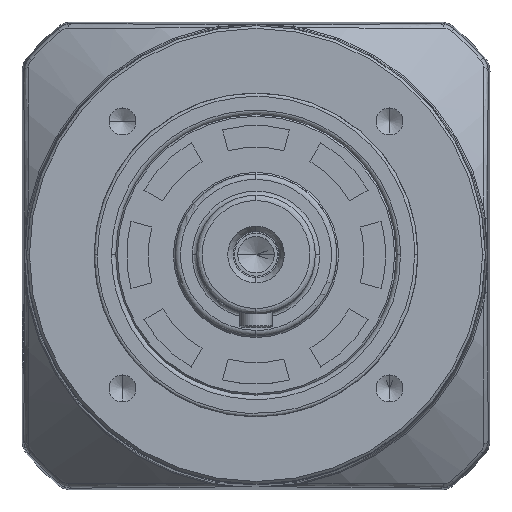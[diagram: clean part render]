
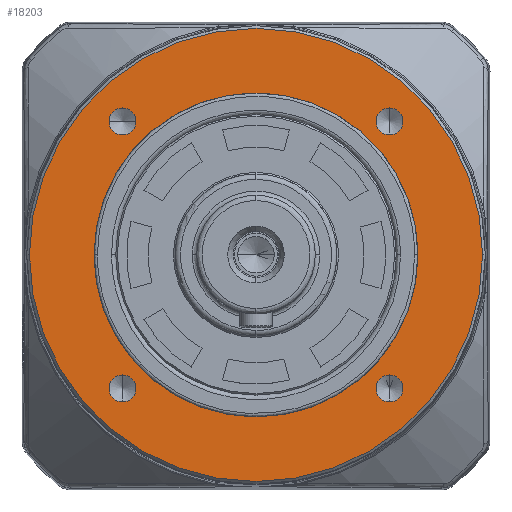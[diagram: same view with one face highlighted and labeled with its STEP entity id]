
A CAD part, top view. The second image highlights one B-rep face of the part: STEP entity #18203.
In plain terms, the highlighted planar face has unit normal (0, 0, 1).
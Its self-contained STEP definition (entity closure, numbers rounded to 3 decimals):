
#198 = AXIS2_PLACEMENT_3D ( 'NONE', #28287, #12396, #30895 ) ;
#704 = EDGE_CURVE ( 'NONE', #15513, #23814, #6275, .T. ) ;
#1847 = EDGE_LOOP ( 'NONE', ( #17253, #33301 ) ) ;
#1881 = EDGE_LOOP ( 'NONE', ( #23403, #12152 ) ) ;
#2759 = VERTEX_POINT ( 'NONE', #7977 ) ;
#3754 = AXIS2_PLACEMENT_3D ( 'NONE', #7495, #7417, #7369 ) ;
#3969 = EDGE_LOOP ( 'NONE', ( #30792, #9172 ) ) ;
#5314 = AXIS2_PLACEMENT_3D ( 'NONE', #26093, #26023, #25980 ) ;
#5579 = VERTEX_POINT ( 'NONE', #31886 ) ;
#5746 = VERTEX_POINT ( 'NONE', #29187 ) ;
#5836 = DIRECTION ( 'NONE',  ( -1., 0., 0. ) ) ;
#5842 = CARTESIAN_POINT ( 'NONE',  ( 30., 0., 41.5 ) ) ;
#5857 = DIRECTION ( 'NONE',  ( 1., 0., 0. ) ) ;
#5862 = DIRECTION ( 'NONE',  ( 0., 0., -1. ) ) ;
#5869 = CARTESIAN_POINT ( 'NONE',  ( 0., 0., 41.5 ) ) ;
#5894 = DIRECTION ( 'NONE',  ( 0., 0., -1. ) ) ;
#5902 = CARTESIAN_POINT ( 'NONE',  ( 0., 0., 41.5 ) ) ;
#6275 = CIRCLE ( 'NONE', #34562, 42. ) ;
#6768 = EDGE_CURVE ( 'NONE', #33870, #34049, #29915, .T. ) ;
#7057 = AXIS2_PLACEMENT_3D ( 'NONE', #9354, #9314, #9283 ) ;
#7078 = DIRECTION ( 'NONE',  ( 1., 0., 0. ) ) ;
#7079 = DIRECTION ( 'NONE',  ( 0., 0., -1. ) ) ;
#7106 = DIRECTION ( 'NONE',  ( 0., 0., -1. ) ) ;
#7158 = CARTESIAN_POINT ( 'NONE',  ( 24.749, -24.749, 41.5 ) ) ;
#7249 = EDGE_LOOP ( 'NONE', ( #18396, #28887 ) ) ;
#7369 = DIRECTION ( 'NONE',  ( 1., 0., 0. ) ) ;
#7417 = DIRECTION ( 'NONE',  ( 0., 0., -1. ) ) ;
#7495 = CARTESIAN_POINT ( 'NONE',  ( -24.749, -24.749, 41.5 ) ) ;
#7737 = CIRCLE ( 'NONE', #34124, 2.5 ) ;
#7977 = CARTESIAN_POINT ( 'NONE',  ( -22.249, -24.749, 41.5 ) ) ;
#8884 = EDGE_CURVE ( 'NONE', #23814, #15513, #12520, .T. ) ;
#9172 = ORIENTED_EDGE ( 'NONE', *, *, #16275, .T. ) ;
#9283 = DIRECTION ( 'NONE',  ( -1., 0., 0. ) ) ;
#9314 = DIRECTION ( 'NONE',  ( 0., 0., -1. ) ) ;
#9354 = CARTESIAN_POINT ( 'NONE',  ( 0., 0., 41.5 ) ) ;
#10069 = CIRCLE ( 'NONE', #20608, 2.5 ) ;
#10951 = DIRECTION ( 'NONE',  ( 1., 0., 0. ) ) ;
#10955 = DIRECTION ( 'NONE',  ( 0., 0., 1. ) ) ;
#10960 = CIRCLE ( 'NONE', #19992, 2.5 ) ;
#11189 = CARTESIAN_POINT ( 'NONE',  ( 0., 0., 41.5 ) ) ;
#11275 = PLANE ( 'NONE',  #12125 ) ;
#11328 = EDGE_CURVE ( 'NONE', #23126, #13269, #13310, .T. ) ;
#11866 = CARTESIAN_POINT ( 'NONE',  ( -42., 0., 41.5 ) ) ;
#12125 = AXIS2_PLACEMENT_3D ( 'NONE', #11189, #10955, #10951 ) ;
#12152 = ORIENTED_EDGE ( 'NONE', *, *, #26775, .T. ) ;
#12396 = DIRECTION ( 'NONE',  ( 0., 0., -1. ) ) ;
#12520 = CIRCLE ( 'NONE', #7057, 42. ) ;
#12522 = ORIENTED_EDGE ( 'NONE', *, *, #6768, .T. ) ;
#12988 = EDGE_CURVE ( 'NONE', #5746, #2759, #24922, .T. ) ;
#13200 = ORIENTED_EDGE ( 'NONE', *, *, #31220, .T. ) ;
#13269 = VERTEX_POINT ( 'NONE', #29047 ) ;
#13310 = CIRCLE ( 'NONE', #5314, 2.5 ) ;
#13679 = EDGE_CURVE ( 'NONE', #34049, #33870, #10069, .T. ) ;
#14448 = EDGE_LOOP ( 'NONE', ( #13200, #33047 ) ) ;
#14565 = CIRCLE ( 'NONE', #32687, 30. ) ;
#15513 = VERTEX_POINT ( 'NONE', #32207 ) ;
#15613 = EDGE_CURVE ( 'NONE', #30791, #32575, #7737, .T. ) ;
#16002 = DIRECTION ( 'NONE',  ( 1., 0., 0. ) ) ;
#16012 = CARTESIAN_POINT ( 'NONE',  ( -24.749, -24.749, 41.5 ) ) ;
#16045 = DIRECTION ( 'NONE',  ( 0., 0., -1. ) ) ;
#16068 = CARTESIAN_POINT ( 'NONE',  ( 24.749, -24.749, 41.5 ) ) ;
#16275 = EDGE_CURVE ( 'NONE', #32575, #30791, #10960, .T. ) ;
#16448 = CARTESIAN_POINT ( 'NONE',  ( 22.249, -24.749, 41.5 ) ) ;
#16896 = EDGE_CURVE ( 'NONE', #29509, #5579, #14565, .T. ) ;
#16902 = DIRECTION ( 'NONE',  ( 1., 0., 0. ) ) ;
#16908 = DIRECTION ( 'NONE',  ( 0., 0., -1. ) ) ;
#16945 = CARTESIAN_POINT ( 'NONE',  ( 24.749, 24.749, 41.5 ) ) ;
#17253 = ORIENTED_EDGE ( 'NONE', *, *, #8884, .F. ) ;
#17270 = CIRCLE ( 'NONE', #26197, 30. ) ;
#18203 = ADVANCED_FACE ( 'NONE', ( #20934, #20534, #20943, #21017, #21038, #21094 ), #11275, .T. ) ;
#18396 = ORIENTED_EDGE ( 'NONE', *, *, #34278, .T. ) ;
#18718 = DIRECTION ( 'NONE',  ( 1., 0., 0. ) ) ;
#19992 = AXIS2_PLACEMENT_3D ( 'NONE', #16945, #16908, #16902 ) ;
#20278 = EDGE_LOOP ( 'NONE', ( #12522, #34392 ) ) ;
#20534 = FACE_OUTER_BOUND ( 'NONE', #1847, .T. ) ;
#20608 = AXIS2_PLACEMENT_3D ( 'NONE', #16068, #16045, #16002 ) ;
#20934 = FACE_BOUND ( 'NONE', #1881, .T. ) ;
#20943 = FACE_BOUND ( 'NONE', #3969, .T. ) ;
#21017 = FACE_BOUND ( 'NONE', #20278, .T. ) ;
#21038 = FACE_BOUND ( 'NONE', #14448, .T. ) ;
#21094 = FACE_BOUND ( 'NONE', #7249, .T. ) ;
#23126 = VERTEX_POINT ( 'NONE', #23565 ) ;
#23189 = CARTESIAN_POINT ( 'NONE',  ( 0., 0., 41.5 ) ) ;
#23403 = ORIENTED_EDGE ( 'NONE', *, *, #16896, .T. ) ;
#23445 = AXIS2_PLACEMENT_3D ( 'NONE', #16012, #34300, #18718 ) ;
#23565 = CARTESIAN_POINT ( 'NONE',  ( -27.249, 24.749, 41.5 ) ) ;
#23814 = VERTEX_POINT ( 'NONE', #11866 ) ;
#24922 = CIRCLE ( 'NONE', #3754, 2.5 ) ;
#25793 = DIRECTION ( 'NONE',  ( 1., 0., 0. ) ) ;
#25896 = CARTESIAN_POINT ( 'NONE',  ( 27.249, -24.749, 41.5 ) ) ;
#25980 = DIRECTION ( 'NONE',  ( 1., 0., 0. ) ) ;
#26023 = DIRECTION ( 'NONE',  ( 0., 0., -1. ) ) ;
#26093 = CARTESIAN_POINT ( 'NONE',  ( -24.749, 24.749, 41.5 ) ) ;
#26197 = AXIS2_PLACEMENT_3D ( 'NONE', #23189, #7079, #25793 ) ;
#26775 = EDGE_CURVE ( 'NONE', #5579, #29509, #17270, .T. ) ;
#27432 = CIRCLE ( 'NONE', #23445, 2.5 ) ;
#27647 = CARTESIAN_POINT ( 'NONE',  ( 27.249, 24.749, 41.5 ) ) ;
#28287 = CARTESIAN_POINT ( 'NONE',  ( -24.749, 24.749, 41.5 ) ) ;
#28488 = AXIS2_PLACEMENT_3D ( 'NONE', #7158, #7106, #7078 ) ;
#28887 = ORIENTED_EDGE ( 'NONE', *, *, #11328, .T. ) ;
#29047 = CARTESIAN_POINT ( 'NONE',  ( -22.249, 24.749, 41.5 ) ) ;
#29187 = CARTESIAN_POINT ( 'NONE',  ( -27.249, -24.749, 41.5 ) ) ;
#29509 = VERTEX_POINT ( 'NONE', #5842 ) ;
#29915 = CIRCLE ( 'NONE', #28488, 2.5 ) ;
#30327 = DIRECTION ( 'NONE',  ( 1., 0., 0. ) ) ;
#30359 = DIRECTION ( 'NONE',  ( 0., 0., -1. ) ) ;
#30364 = CARTESIAN_POINT ( 'NONE',  ( 24.749, 24.749, 41.5 ) ) ;
#30791 = VERTEX_POINT ( 'NONE', #27647 ) ;
#30792 = ORIENTED_EDGE ( 'NONE', *, *, #15613, .T. ) ;
#30895 = DIRECTION ( 'NONE',  ( 1., 0., 0. ) ) ;
#31220 = EDGE_CURVE ( 'NONE', #2759, #5746, #27432, .T. ) ;
#31351 = CARTESIAN_POINT ( 'NONE',  ( 22.249, 24.749, 41.5 ) ) ;
#31886 = CARTESIAN_POINT ( 'NONE',  ( -30., 0., 41.5 ) ) ;
#32207 = CARTESIAN_POINT ( 'NONE',  ( 42., 0., 41.5 ) ) ;
#32575 = VERTEX_POINT ( 'NONE', #31351 ) ;
#32687 = AXIS2_PLACEMENT_3D ( 'NONE', #5902, #5894, #5857 ) ;
#33047 = ORIENTED_EDGE ( 'NONE', *, *, #12988, .T. ) ;
#33301 = ORIENTED_EDGE ( 'NONE', *, *, #704, .F. ) ;
#33830 = CIRCLE ( 'NONE', #198, 2.5 ) ;
#33870 = VERTEX_POINT ( 'NONE', #25896 ) ;
#34049 = VERTEX_POINT ( 'NONE', #16448 ) ;
#34124 = AXIS2_PLACEMENT_3D ( 'NONE', #30364, #30359, #30327 ) ;
#34278 = EDGE_CURVE ( 'NONE', #13269, #23126, #33830, .T. ) ;
#34300 = DIRECTION ( 'NONE',  ( 0., 0., -1. ) ) ;
#34392 = ORIENTED_EDGE ( 'NONE', *, *, #13679, .T. ) ;
#34562 = AXIS2_PLACEMENT_3D ( 'NONE', #5869, #5862, #5836 ) ;
